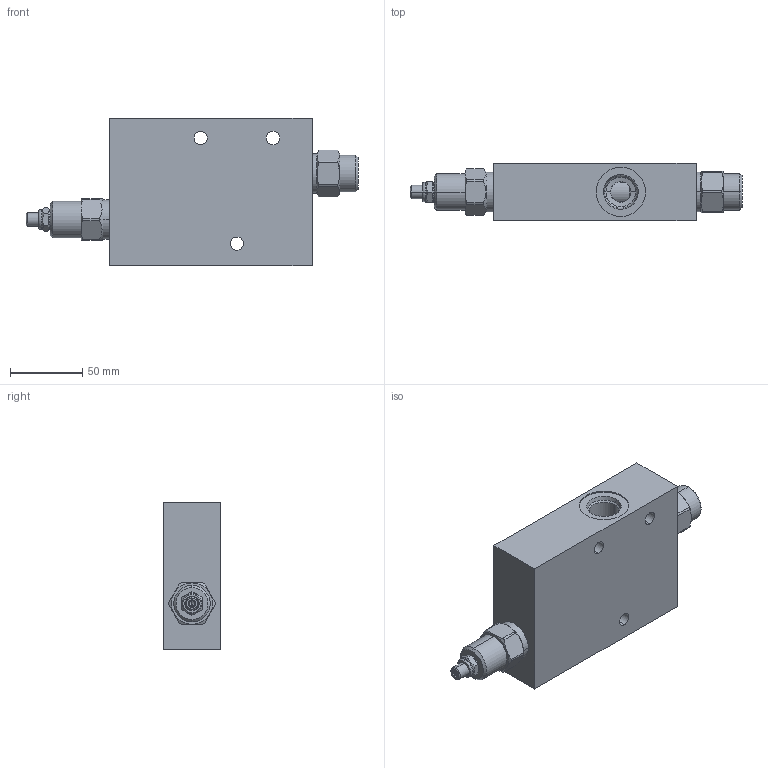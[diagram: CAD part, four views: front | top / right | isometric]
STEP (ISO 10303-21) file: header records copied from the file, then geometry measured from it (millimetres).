
FILE_DESCRIPTION((''),'2;1');
FILE_NAME('XPFBLGNXK_ASM','2020-03-19T',('ProEService'),(''),'PRO/ENGINEER BY PARAMETRIC TECHNOLOGY CORPORATION, 2014200','PRO/ENGINEER BY PARAMETRIC TECHNOLOGY CORPORATION, 2014200','');
FILE_SCHEMA(('CONFIG_CONTROL_DESIGN'));
Length unit declared in the file: inch
Products named in the file (5): 150-057-002; A330-006-008; NFDDLGN; LHFAXFN; XPFBLGNXK_ASM
Assembly tree (4 placements, depth 2):
  XPFBLGNXK_ASM
    150-057-002
    A330-006-008
    NFDDLGN
    LHFAXFN
Bounding box: 229.42 x 39.67 x 101.6 mm (x, y, z)
Volume: 531544.6 mm3; surface area: 102069 mm2
Topology: 9 solids, 11 shells, 653 faces, 1718 edges, 1256 vertices
Faces by surface type: cylinder 271, plane 132, cone 132, torus 96, revolution 22
Entity records: 24010 total; most frequent: CARTESIAN_POINT 7678, DIRECTION 3601, ORIENTED_EDGE 2914, EDGE_CURVE 1457, AXIS2_PLACEMENT_3D 1422, VERTEX_POINT 883, EDGE_LOOP 776, CIRCLE 771
